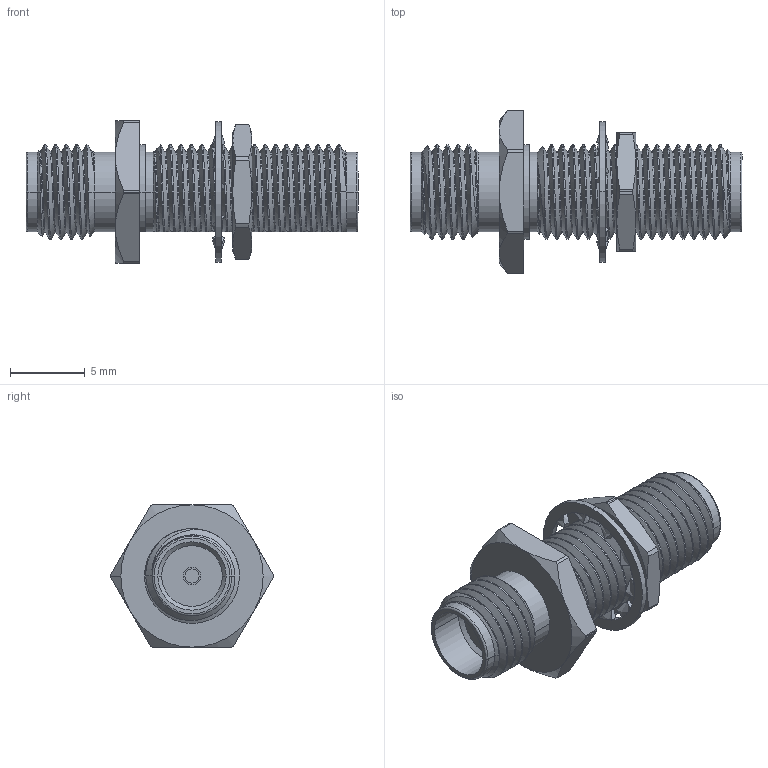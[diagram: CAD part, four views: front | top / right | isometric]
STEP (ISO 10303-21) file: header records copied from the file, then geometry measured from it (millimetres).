
FILE_DESCRIPTION (( 'STEP AP203' ), '1' );
FILE_NAME ('SM4954.step', '2019-01-14T15:31:49', ( '' ), ( '' ), 'SwSTEP 2.0', 'SolidWorks 2017', '' );
FILE_SCHEMA (( 'CONFIG_CONTROL_DESIGN' ));
Products named in the file (1): SM4954
Bounding box: 22.23 x 10.88 x 9.53 mm (x, y, z)
Volume: 629.3 mm3; surface area: 1069.2 mm2
Topology: 3 solids, 3 shells, 309 faces, 882 edges, 589 vertices
Faces by surface type: cylinder 118, bspline 103, plane 43, cone 41, torus 4
Entity records: 39921 total; most frequent: CARTESIAN_POINT 33048, ORIENTED_EDGE 1764, DIRECTION 1031, EDGE_CURVE 882, VERTEX_POINT 589, AXIS2_PLACEMENT_3D 388, EDGE_LOOP 323, FACE_OUTER_BOUND 309
